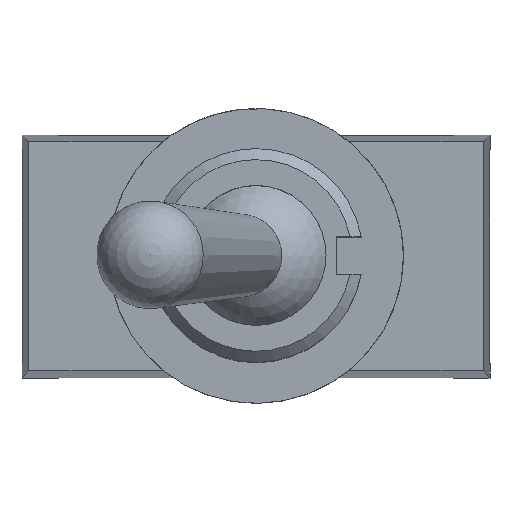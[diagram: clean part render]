
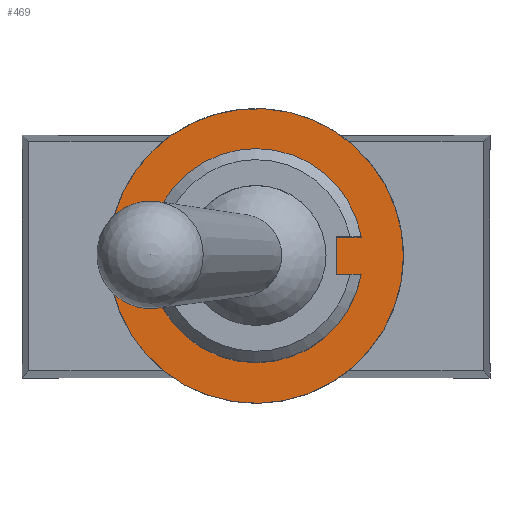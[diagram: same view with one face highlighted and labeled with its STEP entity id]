
A CAD part, top view. The second image highlights one B-rep face of the part: STEP entity #469.
In plain terms, the highlighted planar face has unit normal (0, 0, 1).
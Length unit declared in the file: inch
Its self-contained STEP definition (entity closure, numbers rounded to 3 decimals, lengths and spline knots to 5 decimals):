
#366=CARTESIAN_POINT('',(0.11239,-0.02008,0.44016));
#367=VERTEX_POINT('',#366);
#374=CARTESIAN_POINT('',(0.08583,-0.02008,0.44016));
#375=VERTEX_POINT('',#374);
#376=CARTESIAN_POINT('',(0.08583,-0.02008,0.44016));
#377=DIRECTION('',(1.0,0.0,0.0));
#378=VECTOR('',#377,0.02657);
#379=LINE('',#376,#378);
#380=EDGE_CURVE('',#375,#367,#379,.T.);
#399=CARTESIAN_POINT('',(0.08583,0.02008,0.44016));
#400=VERTEX_POINT('',#399);
#407=CARTESIAN_POINT('',(0.11239,0.02008,0.44016));
#408=VERTEX_POINT('',#407);
#409=CARTESIAN_POINT('',(0.11239,0.02008,0.44016));
#410=DIRECTION('',(-1.0,0.0,0.0));
#411=VECTOR('',#410,0.02657);
#412=LINE('',#409,#411);
#413=EDGE_CURVE('',#408,#400,#412,.T.);
#429=CARTESIAN_POINT('',(0.08583,0.02008,0.44016));
#430=DIRECTION('',(0.0,-1.0,0.0));
#431=VECTOR('',#430,0.04016);
#432=LINE('',#429,#431);
#433=EDGE_CURVE('',#400,#375,#432,.T.);
#441=CARTESIAN_POINT('',(0.17323,-0.17323,0.44016));
#442=DIRECTION('',(0.0,0.0,-1.0));
#443=DIRECTION('',(-1.0,0.0,0.0));
#444=AXIS2_PLACEMENT_3D('',#441,#442,#443);
#445=PLANE('',#444);
#446=CARTESIAN_POINT('',(0.15748,0.,0.44016));
#447=VERTEX_POINT('',#446);
#448=CARTESIAN_POINT('',(0.,0.,0.44016));
#449=DIRECTION('',(0.0,0.0,-1.0));
#450=DIRECTION('',(-1.0,0.0,0.0));
#451=AXIS2_PLACEMENT_3D('',#448,#449,#450);
#452=CIRCLE('',#451,0.15748);
#453=EDGE_CURVE('',#447,#447,#452,.T.);
#454=ORIENTED_EDGE('',*,*,#453,.F.);
#455=EDGE_LOOP('',(#454));
#456=FACE_OUTER_BOUND('',#455,.T.);
#457=ORIENTED_EDGE('',*,*,#413,.T.);
#458=ORIENTED_EDGE('',*,*,#433,.T.);
#459=ORIENTED_EDGE('',*,*,#380,.T.);
#460=CARTESIAN_POINT('',(0.,0.,0.44016));
#461=DIRECTION('',(0.0,0.0,-1.0));
#462=DIRECTION('',(-1.0,0.0,0.0));
#463=AXIS2_PLACEMENT_3D('',#460,#461,#462);
#464=CIRCLE('',#463,0.11417);
#465=EDGE_CURVE('',#367,#408,#464,.T.);
#466=ORIENTED_EDGE('',*,*,#465,.T.);
#467=EDGE_LOOP('',(#457,#458,#459,#466));
#468=FACE_BOUND('',#467,.T.);
#469=ADVANCED_FACE('',(#456,#468),#445,.F.);
